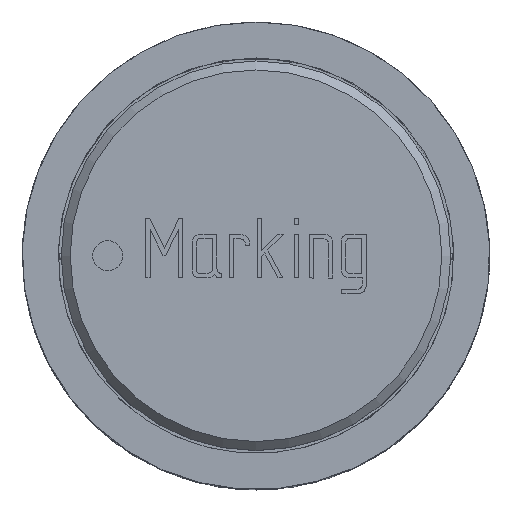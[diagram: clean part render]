
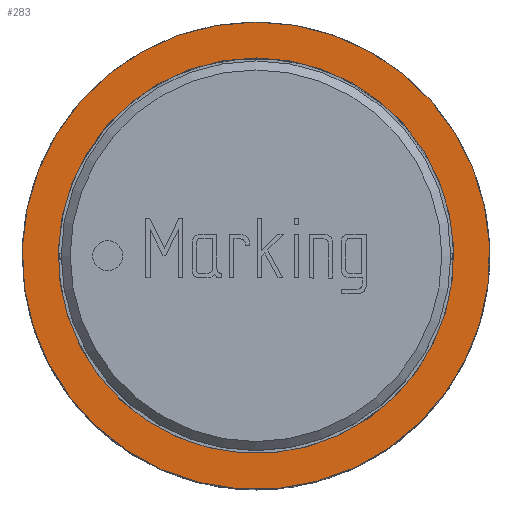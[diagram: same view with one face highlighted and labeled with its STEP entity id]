
A CAD part, top view. The second image highlights one B-rep face of the part: STEP entity #283.
In plain terms, the highlighted planar face has unit normal (0, 0, 1).
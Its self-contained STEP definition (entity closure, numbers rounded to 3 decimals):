
#283 = ADVANCED_FACE( '', ( #682, #683 ), #684, .F. );
#682 = FACE_BOUND( '', #1302, .T. );
#683 = FACE_OUTER_BOUND( '', #1303, .T. );
#684 = PLANE( '', #1304 );
#1302 = EDGE_LOOP( '', ( #7924 ) );
#1303 = EDGE_LOOP( '', ( #7925 ) );
#1304 = AXIS2_PLACEMENT_3D( '', #7926, #7927, #7928 );
#7924 = ORIENTED_EDGE( '', *, *, #9144, .T. );
#7925 = ORIENTED_EDGE( '', *, *, #9097, .F. );
#7926 = CARTESIAN_POINT( '', ( 0., 0., 4.6 ) );
#7927 = DIRECTION( '', ( 0., 0., -1. ) );
#7928 = DIRECTION( '', ( -1., 0., 0. ) );
#9097 = EDGE_CURVE( '', #9696, #9696, #9697, .T. );
#9144 = EDGE_CURVE( '', #9770, #9770, #9771, .T. );
#9696 = VERTEX_POINT( '', #10601 );
#9697 = CIRCLE( '', #10602, 3.9 );
#9770 = VERTEX_POINT( '', #10749 );
#9771 = CIRCLE( '', #10750, 3.3 );
#10601 = CARTESIAN_POINT( '', ( 3.9, 0., 4.6 ) );
#10602 = AXIS2_PLACEMENT_3D( '', #11845, #11846, #11847 );
#10749 = CARTESIAN_POINT( '', ( 3.3, 0., 4.6 ) );
#10750 = AXIS2_PLACEMENT_3D( '', #11885, #11886, #11887 );
#11845 = CARTESIAN_POINT( '', ( 0., 0., 4.6 ) );
#11846 = DIRECTION( '', ( 0., 0., -1. ) );
#11847 = DIRECTION( '', ( 1., 0., 0. ) );
#11885 = CARTESIAN_POINT( '', ( 0., 0., 4.6 ) );
#11886 = DIRECTION( '', ( 0., 0., -1. ) );
#11887 = DIRECTION( '', ( 1., 0., 0. ) );
